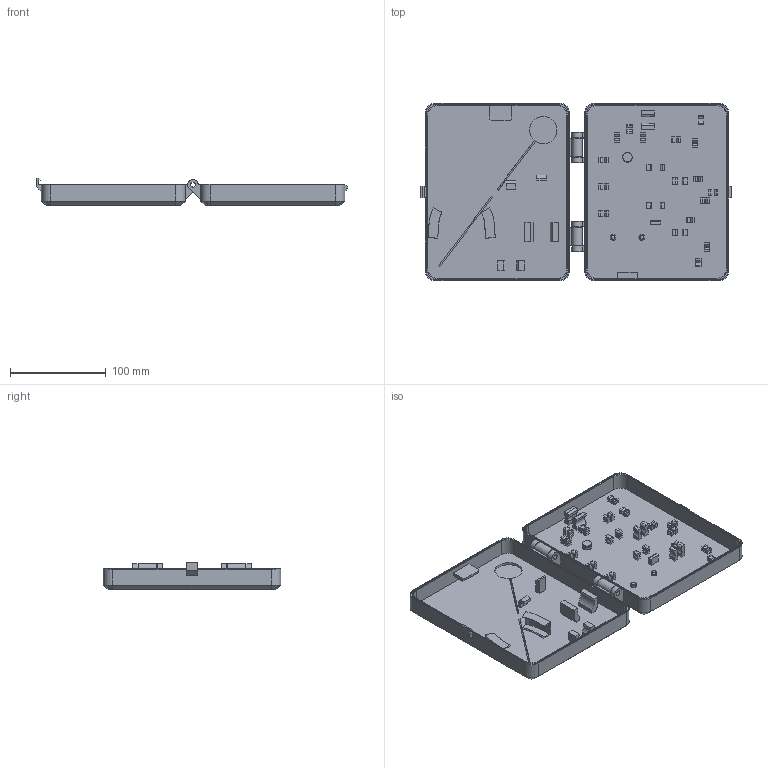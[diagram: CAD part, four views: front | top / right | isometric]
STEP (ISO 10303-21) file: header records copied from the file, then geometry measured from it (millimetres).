
FILE_DESCRIPTION(/* description */ (''),/* implementation_level */ '2;1');
FILE_NAME(/* name */ 'K1C Toolbox.step',/* time_stamp */ '2024-08-11T15:28:59-03:00',/* author */ (''),/* organization */ (''),/* preprocessor_version */ 'ST-DEVELOPER v20',/* originating_system */ 'Autodesk Translation Framework v13.14.0.145',/* authorisation */ '');
FILE_SCHEMA (('AUTOMOTIVE_DESIGN { 1 0 10303 214 3 1 1 }'));
Length unit declared in the file: millimetre
Products named in the file (3): K1C Tray; Inferior Part; Superior Part
Assembly tree (2 placements, depth 2):
  K1C Tray
    Inferior Part
    Superior Part
Bounding box: 324.1 x 185 x 29 mm (x, y, z)
Volume: 338705.3 mm3; surface area: 184134.7 mm2
Topology: 55 solids, 55 shells, 768 faces, 1895 edges, 1257 vertices
Faces by surface type: plane 551, cylinder 151, bspline 35, cone 28, torus 3
Full cylindrical faces by diameter (mm): 6 x2, 9.6 x1
Entity records: 23650 total; most frequent: CARTESIAN_POINT 5256, ORIENTED_EDGE 3790, DIRECTION 3647, EDGE_CURVE 1895, LINE 1455, VECTOR 1455, VERTEX_POINT 1257, AXIS2_PLACEMENT_3D 1096
